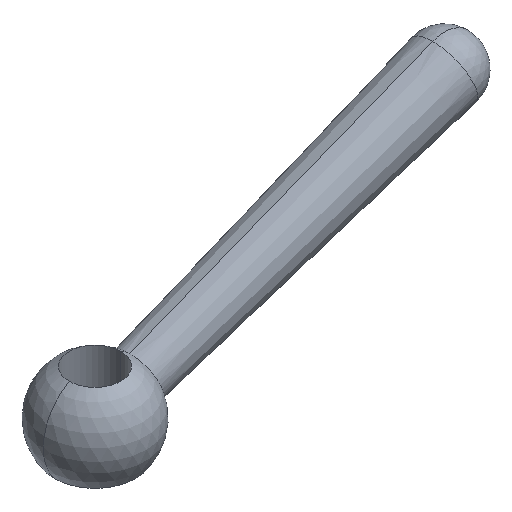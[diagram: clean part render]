
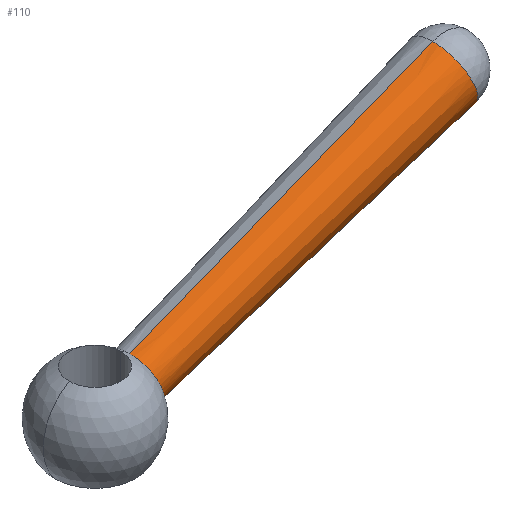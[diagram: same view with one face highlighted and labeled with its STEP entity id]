
A CAD part, isometric view. The second image highlights one B-rep face of the part: STEP entity #110.
In plain terms, the highlighted conical face has half-angle 1.422 degrees and reference radius 8.748 mm.
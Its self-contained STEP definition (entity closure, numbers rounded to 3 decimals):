
#64=VERTEX_POINT('',#160);
#80=VERTEX_POINT('',#179);
#82=VERTEX_POINT('',#181);
#94=EDGE_CURVE('',#82,#130,#195,.T.);
#104=EDGE_CURVE('',#130,#80,#207,.T.);
#110=ADVANCED_FACE('',(#213),#214,.T.);
#114=EDGE_CURVE('',#64,#82,#219,.T.);
#130=VERTEX_POINT('',#236);
#136=EDGE_CURVE('',#80,#64,#242,.T.);
#160=CARTESIAN_POINT('',(10.716,0.,21.882));
#179=CARTESIAN_POINT('',(15.846,0.,7.786));
#181=CARTESIAN_POINT('',(104.412,0.,58.642));
#195=CIRCLE('',#299,9.997);
#207=LINE('',#313,#314);
#213=FACE_OUTER_BOUND('',#319,.T.);
#214=CONICAL_SURFACE('',#320,8.748,0.025);
#219=LINE('',#326,#327);
#236=CARTESIAN_POINT('',(111.251,0.,39.853));
#242=CIRCLE('',#359,7.5);
#299=AXIS2_PLACEMENT_3D('',#417,#418,#419);
#313=CARTESIAN_POINT('',(63.548,0.,23.82));
#314=VECTOR('',#438,1.0);
#319=EDGE_LOOP('',(#441,#442,#443,#444));
#320=AXIS2_PLACEMENT_3D('',#445,#446,#447);
#326=CARTESIAN_POINT('',(57.564,0.,40.262));
#327=VECTOR('',#456,1.0);
#359=AXIS2_PLACEMENT_3D('',#486,#487,#488);
#417=CARTESIAN_POINT('',(107.832,0.,49.247));
#418=DIRECTION('',(0.94,0.,0.342));
#419=DIRECTION('',(-0.342,0.,0.94));
#438=DIRECTION('',(-0.948,0.,-0.319));
#441=ORIENTED_EDGE('',*,*,#114,.F.);
#442=ORIENTED_EDGE('',*,*,#136,.F.);
#443=ORIENTED_EDGE('',*,*,#104,.F.);
#444=ORIENTED_EDGE('',*,*,#94,.F.);
#445=CARTESIAN_POINT('',(60.556,0.,32.041));
#446=DIRECTION('',(0.94,0.,0.342));
#447=DIRECTION('',(-0.342,0.,0.94));
#456=DIRECTION('',(0.931,0.,0.365));
#486=CARTESIAN_POINT('',(13.281,0.,14.834));
#487=DIRECTION('',(-0.94,0.,-0.342));
#488=DIRECTION('',(0.342,0.0,-0.94));
